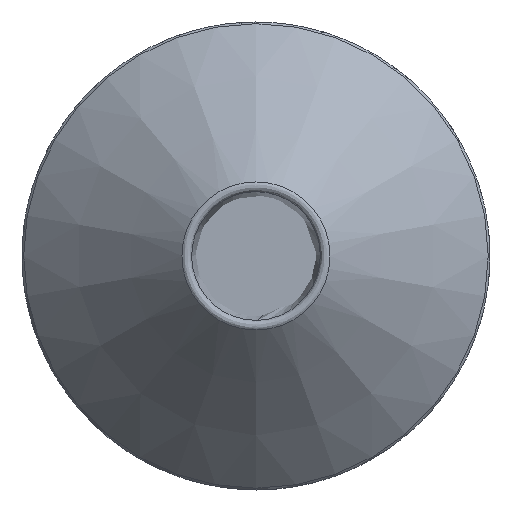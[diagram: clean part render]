
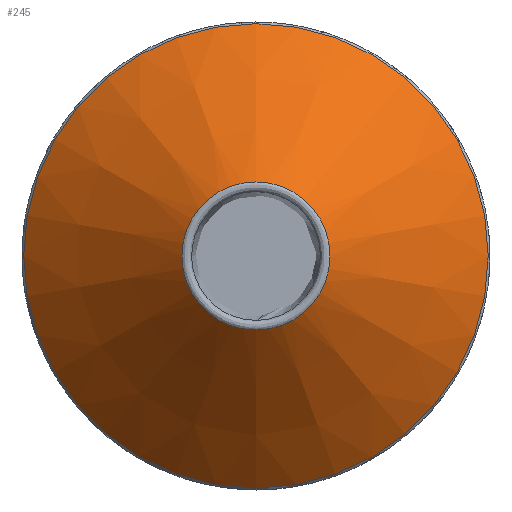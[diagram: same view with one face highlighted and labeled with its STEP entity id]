
A CAD part, left-side view. The second image highlights one B-rep face of the part: STEP entity #245.
In plain terms, the highlighted conical face has half-angle 45 degrees and reference radius 5 mm.
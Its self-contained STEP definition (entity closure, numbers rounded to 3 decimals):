
#164=CONICAL_SURFACE('',#439,5.,45.);
#218=FACE_BOUND('',#286,.T.);
#219=FACE_BOUND('',#287,.T.);
#245=ADVANCED_FACE('',(#218,#219),#164,.T.);
#286=EDGE_LOOP('',(#328));
#287=EDGE_LOOP('',(#329));
#328=ORIENTED_EDGE('',*,*,#376,.F.);
#329=ORIENTED_EDGE('',*,*,#374,.T.);
#353=VERTEX_POINT('',#593);
#355=VERTEX_POINT('',#599);
#374=EDGE_CURVE('',#353,#353,#395,.T.);
#376=EDGE_CURVE('',#355,#355,#398,.T.);
#395=CIRCLE('',#435,5.);
#398=CIRCLE('',#438,15.686);
#435=AXIS2_PLACEMENT_3D('',#592,#508,#509);
#438=AXIS2_PLACEMENT_3D('',#598,#515,#516);
#439=AXIS2_PLACEMENT_3D('',#600,#517,#518);
#508=DIRECTION('',(1.,0.,0.));
#509=DIRECTION('',(0.,0.,-1.));
#515=DIRECTION('',(1.,0.,0.));
#516=DIRECTION('',(0.,0.,-1.));
#517=DIRECTION('',(1.,0.,0.));
#518=DIRECTION('',(0.,0.,-1.));
#592=CARTESIAN_POINT('',(0.12,0.,0.));
#593=CARTESIAN_POINT('',(0.12,0.,-5.));
#598=CARTESIAN_POINT('',(10.806,0.,0.));
#599=CARTESIAN_POINT('',(10.806,0.,-15.686));
#600=CARTESIAN_POINT('',(0.12,0.,0.));
